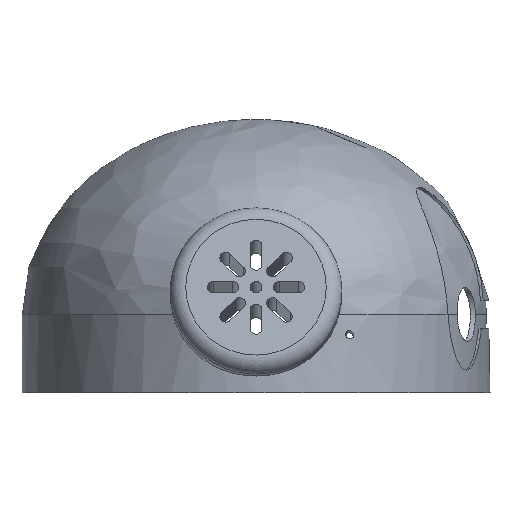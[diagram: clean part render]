
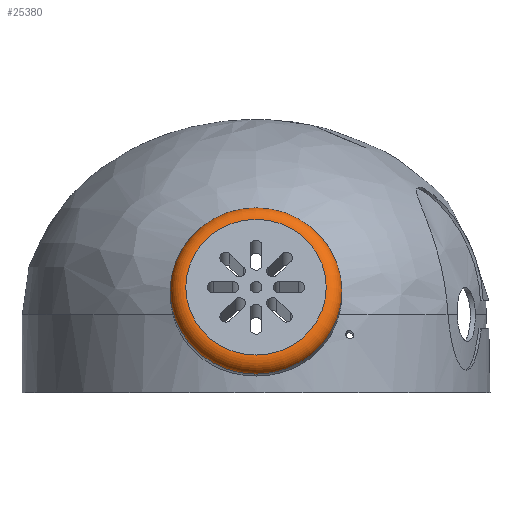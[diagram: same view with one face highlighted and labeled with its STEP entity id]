
A CAD part, left-side view. The second image highlights one B-rep face of the part: STEP entity #25380.
In plain terms, the highlighted toroidal (fillet/blend) face has major radius 18 mm and minor radius 4 mm.
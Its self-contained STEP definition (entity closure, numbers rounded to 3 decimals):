
#1122 = CYLINDRICAL_SURFACE('',#1123,22.);
#1123 = AXIS2_PLACEMENT_3D('',#1124,#1125,#1126);
#1124 = CARTESIAN_POINT('',(-80.,0.,42.));
#1125 = DIRECTION('',(0.966,0.,-0.259));
#1126 = DIRECTION('',(-0.259,0.,-0.966));
#19766 = VERTEX_POINT('',#19767);
#19767 = CARTESIAN_POINT('',(-81.83,0.,19.714));
#19788 = EDGE_CURVE('',#19766,#19766,#19789,.T.);
#19789 = SURFACE_CURVE('',#19790,(#19795,#19802),.PCURVE_S1.);
#19790 = CIRCLE('',#19791,22.);
#19791 = AXIS2_PLACEMENT_3D('',#19792,#19793,#19794);
#19792 = CARTESIAN_POINT('',(-76.136,0.,40.965));
#19793 = DIRECTION('',(0.966,0.,-0.259));
#19794 = DIRECTION('',(-0.259,0.,-0.966));
#19795 = PCURVE('',#1122,#19796);
#19796 = DEFINITIONAL_REPRESENTATION('',(#19797),#19801);
#19797 = LINE('',#19798,#19799);
#19798 = CARTESIAN_POINT('',(0.,4.));
#19799 = VECTOR('',#19800,1.);
#19800 = DIRECTION('',(1.,0.));
#19801 = ( GEOMETRIC_REPRESENTATION_CONTEXT(2) 
PARAMETRIC_REPRESENTATION_CONTEXT() REPRESENTATION_CONTEXT('2D SPACE',''
  ) );
#19802 = PCURVE('',#19803,#19808);
#19803 = TOROIDAL_SURFACE('',#19804,18.,4.);
#19804 = AXIS2_PLACEMENT_3D('',#19805,#19806,#19807);
#19805 = CARTESIAN_POINT('',(-76.136,0.,40.965));
#19806 = DIRECTION('',(0.966,0.,-0.259));
#19807 = DIRECTION('',(-0.259,0.,-0.966));
#19808 = DEFINITIONAL_REPRESENTATION('',(#19809),#19813);
#19809 = LINE('',#19810,#19811);
#19810 = CARTESIAN_POINT('',(0.,6.283));
#19811 = VECTOR('',#19812,1.);
#19812 = DIRECTION('',(1.,0.));
#19813 = ( GEOMETRIC_REPRESENTATION_CONTEXT(2) 
PARAMETRIC_REPRESENTATION_CONTEXT() REPRESENTATION_CONTEXT('2D SPACE',''
  ) );
#25380 = ADVANCED_FACE('',(#25381),#19803,.T.);
#25381 = FACE_BOUND('',#25382,.T.);
#25382 = EDGE_LOOP('',(#25383,#25405,#25432,#25433));
#25383 = ORIENTED_EDGE('',*,*,#25384,.F.);
#25384 = EDGE_CURVE('',#25385,#19766,#25387,.T.);
#25385 = VERTEX_POINT('',#25386);
#25386 = CARTESIAN_POINT('',(-84.659,0.,24.613));
#25387 = SEAM_CURVE('',#25388,(#25393,#25399),.PCURVE_S1.);
#25388 = CIRCLE('',#25389,4.);
#25389 = AXIS2_PLACEMENT_3D('',#25390,#25391,#25392);
#25390 = CARTESIAN_POINT('',(-80.795,0.,23.578));
#25391 = DIRECTION('',(0.,-1.,-0.));
#25392 = DIRECTION('',(-0.259,0.,-0.966));
#25393 = PCURVE('',#19803,#25394);
#25394 = DEFINITIONAL_REPRESENTATION('',(#25395),#25398);
#25395 = B_SPLINE_CURVE_WITH_KNOTS('',1,(#25396,#25397),.UNSPECIFIED.,
  .F.,.F.,(2,2),(4.712,6.283),
  .PIECEWISE_BEZIER_KNOTS.);
#25396 = CARTESIAN_POINT('',(0.,4.712));
#25397 = CARTESIAN_POINT('',(0.,6.283));
#25398 = ( GEOMETRIC_REPRESENTATION_CONTEXT(2) 
PARAMETRIC_REPRESENTATION_CONTEXT() REPRESENTATION_CONTEXT('2D SPACE',''
  ) );
#25399 = PCURVE('',#19803,#25400);
#25400 = DEFINITIONAL_REPRESENTATION('',(#25401),#25404);
#25401 = B_SPLINE_CURVE_WITH_KNOTS('',1,(#25402,#25403),.UNSPECIFIED.,
  .F.,.F.,(2,2),(4.712,6.283),
  .PIECEWISE_BEZIER_KNOTS.);
#25402 = CARTESIAN_POINT('',(6.283,4.712));
#25403 = CARTESIAN_POINT('',(6.283,6.283));
#25404 = ( GEOMETRIC_REPRESENTATION_CONTEXT(2) 
PARAMETRIC_REPRESENTATION_CONTEXT() REPRESENTATION_CONTEXT('2D SPACE',''
  ) );
#25405 = ORIENTED_EDGE('',*,*,#25406,.T.);
#25406 = EDGE_CURVE('',#25385,#25385,#25407,.T.);
#25407 = SURFACE_CURVE('',#25408,(#25413,#25420),.PCURVE_S1.);
#25408 = CIRCLE('',#25409,18.);
#25409 = AXIS2_PLACEMENT_3D('',#25410,#25411,#25412);
#25410 = CARTESIAN_POINT('',(-80.,0.,42.));
#25411 = DIRECTION('',(0.966,0.,-0.259));
#25412 = DIRECTION('',(-0.259,0.,-0.966));
#25413 = PCURVE('',#19803,#25414);
#25414 = DEFINITIONAL_REPRESENTATION('',(#25415),#25419);
#25415 = LINE('',#25416,#25417);
#25416 = CARTESIAN_POINT('',(0.,4.712));
#25417 = VECTOR('',#25418,1.);
#25418 = DIRECTION('',(1.,0.));
#25419 = ( GEOMETRIC_REPRESENTATION_CONTEXT(2) 
PARAMETRIC_REPRESENTATION_CONTEXT() REPRESENTATION_CONTEXT('2D SPACE',''
  ) );
#25420 = PCURVE('',#25421,#25426);
#25421 = PLANE('',#25422);
#25422 = AXIS2_PLACEMENT_3D('',#25423,#25424,#25425);
#25423 = CARTESIAN_POINT('',(-80.,0.,42.));
#25424 = DIRECTION('',(0.966,0.,-0.259));
#25425 = DIRECTION('',(-0.259,0.,-0.966));
#25426 = DEFINITIONAL_REPRESENTATION('',(#25427),#25431);
#25427 = CIRCLE('',#25428,18.);
#25428 = AXIS2_PLACEMENT_2D('',#25429,#25430);
#25429 = CARTESIAN_POINT('',(0.,0.));
#25430 = DIRECTION('',(1.,0.));
#25431 = ( GEOMETRIC_REPRESENTATION_CONTEXT(2) 
PARAMETRIC_REPRESENTATION_CONTEXT() REPRESENTATION_CONTEXT('2D SPACE',''
  ) );
#25432 = ORIENTED_EDGE('',*,*,#25384,.T.);
#25433 = ORIENTED_EDGE('',*,*,#19788,.F.);
